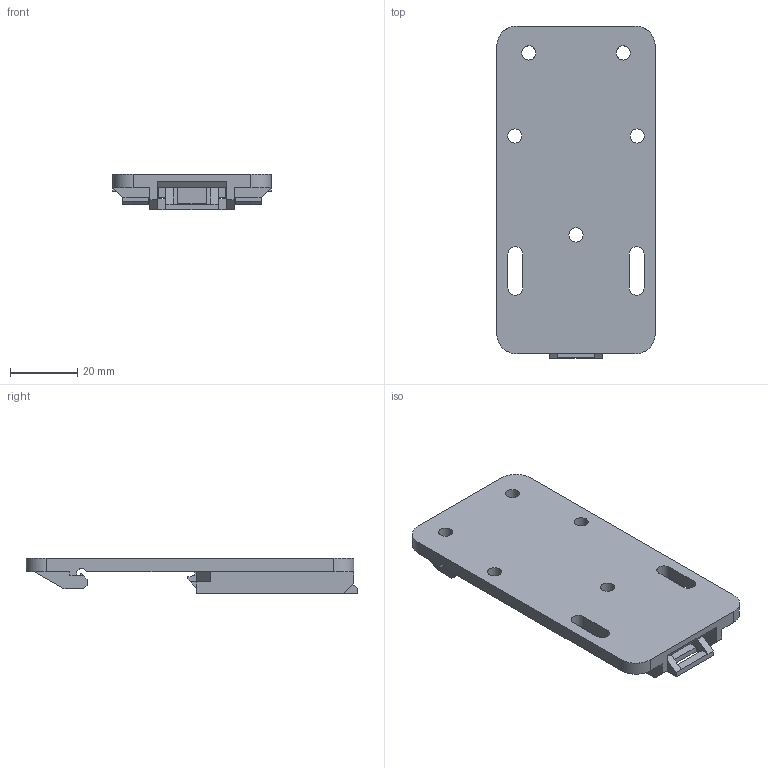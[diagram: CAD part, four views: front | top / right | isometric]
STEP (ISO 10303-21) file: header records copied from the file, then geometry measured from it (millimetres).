
FILE_DESCRIPTION(('CATIA V5R24 STEP','CAx-IF Rec.Pracs.--- Model Styling and Organization---1.2---2011-12-15'),'2;1');
FILE_NAME ('12658319_2', '2018-03-13T13:56:08+00:00', ('Weidmueller Interface'), ('Weidmueller'), 'CATIA Version 5-6 Release 2014 SP4', 'CATIA V5 STEP AP214', 'none');
FILE_SCHEMA(('AUTOMOTIVE_DESIGN { 1 0 10303 214 1 1 1 1 }'));
Length unit declared in the file: millimetre
Products named in the file (1): 1251310000
Bounding box: 47 x 98.5 x 10.5 mm (x, y, z)
Volume: 23131.3 mm3; surface area: 15934.6 mm2
Topology: 2 solids, 2 shells, 135 faces, 408 edges, 278 vertices
Faces by surface type: plane 110, cylinder 25
Entity records: 4664 total; most frequent: CARTESIAN_POINT 867, ORIENTED_EDGE 816, DIRECTION 635, EDGE_CURVE 408, VECTOR 340, LINE 340, VERTEX_POINT 278, AXIS2_PLACEMENT_3D 179
